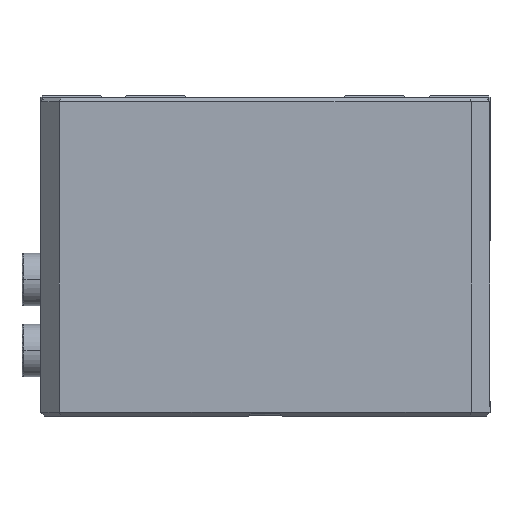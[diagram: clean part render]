
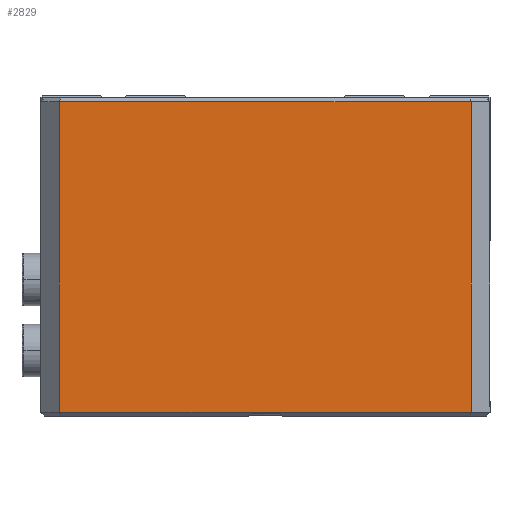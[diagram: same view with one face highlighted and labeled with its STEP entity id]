
A CAD part, front view. The second image highlights one B-rep face of the part: STEP entity #2829.
In plain terms, the highlighted planar face has unit normal (0, -1, 0).
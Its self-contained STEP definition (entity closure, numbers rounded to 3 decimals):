
#1232=PLANE('',#24006);
#2829=ADVANCED_FACE('',(#4345),#1232,.T.);
#4345=FACE_OUTER_BOUND('',#5678,.T.);
#5678=EDGE_LOOP('',(#15085,#15086,#15087,#15088,#15089,#15090));
#7918=LINE('',#37427,#10027);
#7920=LINE('',#37433,#10029);
#7927=LINE('',#37449,#10036);
#7931=LINE('',#37457,#10040);
#7978=LINE('',#37591,#10087);
#7979=LINE('',#37592,#10088);
#10027=VECTOR('',#28974,1.);
#10029=VECTOR('',#28982,1.);
#10036=VECTOR('',#29001,1.);
#10040=VECTOR('',#29009,1.);
#10087=VECTOR('',#29128,1.);
#10088=VECTOR('',#29129,1.);
#15085=ORIENTED_EDGE('',*,*,#21204,.F.);
#15086=ORIENTED_EDGE('',*,*,#21288,.T.);
#15087=ORIENTED_EDGE('',*,*,#21219,.F.);
#15088=ORIENTED_EDGE('',*,*,#21215,.F.);
#15089=ORIENTED_EDGE('',*,*,#21289,.T.);
#15090=ORIENTED_EDGE('',*,*,#21207,.F.);
#18350=VERTEX_POINT('',#37426);
#18351=VERTEX_POINT('',#37428);
#18352=VERTEX_POINT('',#37434);
#18353=VERTEX_POINT('',#37444);
#18354=VERTEX_POINT('',#37448);
#18357=VERTEX_POINT('',#37458);
#21204=EDGE_CURVE('',#18350,#18351,#7918,.T.);
#21207=EDGE_CURVE('',#18351,#18352,#7920,.T.);
#21215=EDGE_CURVE('',#18354,#18353,#7927,.T.);
#21219=EDGE_CURVE('',#18353,#18357,#7931,.T.);
#21288=EDGE_CURVE('',#18350,#18357,#7978,.T.);
#21289=EDGE_CURVE('',#18354,#18352,#7979,.T.);
#24006=AXIS2_PLACEMENT_3D('',#37593,#29130,#29131);
#28974=DIRECTION('',(0.,0.,-1.));
#28982=DIRECTION('',(-1.,0.,0.));
#29001=DIRECTION('',(-1.,0.,0.));
#29009=DIRECTION('',(0.,0.,1.));
#29128=DIRECTION('',(-1.,0.,0.));
#29129=DIRECTION('',(1.,0.,0.));
#29130=DIRECTION('',(0.,-1.,0.));
#29131=DIRECTION('',(-1.,0.,0.));
#37426=CARTESIAN_POINT('',(55.,-41.,-1.));
#37427=CARTESIAN_POINT('',(55.,-41.,-42.5));
#37428=CARTESIAN_POINT('',(55.,-41.,-84.));
#37433=CARTESIAN_POINT('',(28.5,-41.,-84.));
#37434=CARTESIAN_POINT('',(3.5,-41.,-84.));
#37444=CARTESIAN_POINT('',(-55.,-41.,-84.));
#37448=CARTESIAN_POINT('',(-3.5,-41.,-84.));
#37449=CARTESIAN_POINT('',(-28.5,-41.,-84.));
#37457=CARTESIAN_POINT('',(-55.,-41.,-42.5));
#37458=CARTESIAN_POINT('',(-55.,-41.,-1.));
#37591=CARTESIAN_POINT('',(-60.,-41.,-1.));
#37592=CARTESIAN_POINT('',(-60.,-41.,-84.));
#37593=CARTESIAN_POINT('',(-60.,-41.,0.));
